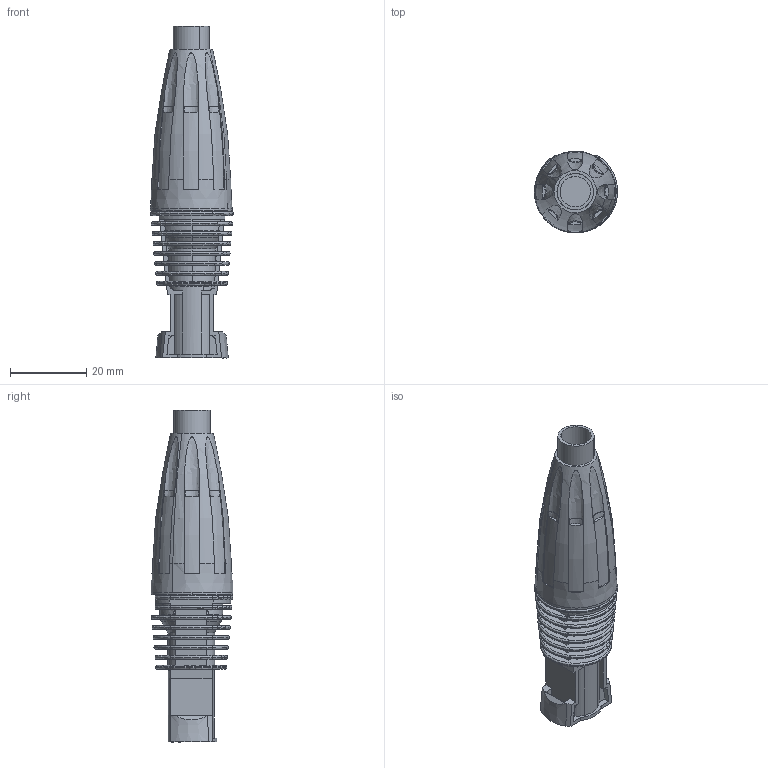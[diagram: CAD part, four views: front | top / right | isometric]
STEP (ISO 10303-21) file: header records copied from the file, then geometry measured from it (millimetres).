
FILE_DESCRIPTION(('CATIA V5 STEP Exchange','CAx-IF Rec.Pracs.--- Model Styling and Organization---1.5--- 2016-08-15','CAx-IF Rec.Pracs.---Supplemental Geometry---1.0---2011-11-01','CAx-IF Rec.Pracs.--- Composite Materials ---1.1---2010-07-15'),'2;1');
FILE_NAME ('010868-2_2', '2024-11-06T05:34:53+00:00', ('none'), ('Weidmueller'), 'CATIA Version 5-6 Release 2022 SP4 HF5', 'CATIA V5 STEP AP214 v3', 'none');
FILE_SCHEMA(('AUTOMOTIVE_DESIGN { 1 0 10303 214 1 1 1 1 }'));
Length unit declared in the file: millimetre
Products named in the file (1): 1303490000
Bounding box: 21.8 x 21.42 x 87.03 mm (x, y, z)
Volume: 14108.5 mm3; surface area: 12030.2 mm2
Topology: 1 solids, 1 shells, 600 faces, 1689 edges, 1100 vertices
Faces by surface type: plane 268, cylinder 146, torus 96, cone 35, extrusion 18, revolution 17, bspline 16, sphere 4
Entity records: 20084 total; most frequent: CARTESIAN_POINT 5994, ORIENTED_EDGE 3370, DIRECTION 1863, EDGE_CURVE 1685, VERTEX_POINT 1100, AXIS2_PLACEMENT_3D 831, VECTOR 756, LINE 738
